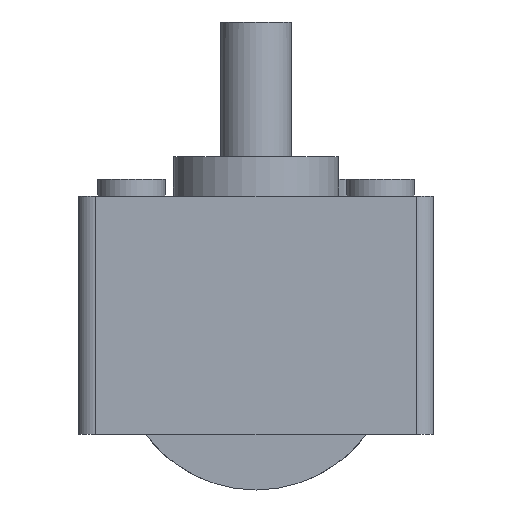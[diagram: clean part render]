
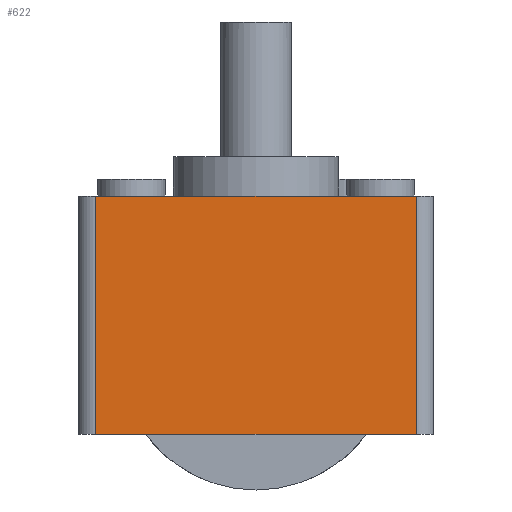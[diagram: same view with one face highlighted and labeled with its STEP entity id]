
A CAD part, left-side view. The second image highlights one B-rep face of the part: STEP entity #622.
In plain terms, the highlighted planar face has unit normal (-1, 0, 0).
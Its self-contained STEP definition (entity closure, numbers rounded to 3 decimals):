
#50=PLANE('',#714);
#88=FACE_OUTER_BOUND('',#137,.T.);
#137=EDGE_LOOP('',(#548,#549,#550,#551));
#144=LINE('',#922,#186);
#149=LINE('',#934,#191);
#160=LINE('',#976,#202);
#185=LINE('',#1089,#227);
#186=VECTOR('',#722,10.);
#191=VECTOR('',#733,10.);
#202=VECTOR('',#776,10.);
#227=VECTOR('',#913,10.);
#269=VERTEX_POINT('',#919);
#270=VERTEX_POINT('',#921);
#274=VERTEX_POINT('',#933);
#289=VERTEX_POINT('',#974);
#323=EDGE_CURVE('',#269,#270,#144,.T.);
#329=EDGE_CURVE('',#274,#270,#149,.T.);
#351=EDGE_CURVE('',#274,#289,#160,.T.);
#403=EDGE_CURVE('',#289,#269,#185,.T.);
#548=ORIENTED_EDGE('',*,*,#323,.F.);
#549=ORIENTED_EDGE('',*,*,#403,.F.);
#550=ORIENTED_EDGE('',*,*,#351,.F.);
#551=ORIENTED_EDGE('',*,*,#329,.T.);
#622=ADVANCED_FACE('',(#88),#50,.T.);
#714=AXIS2_PLACEMENT_3D('',#1088,#911,#912);
#722=DIRECTION('',(0.,0.,-1.));
#733=DIRECTION('',(0.,-1.,0.));
#776=DIRECTION('',(0.,0.,1.));
#911=DIRECTION('center_axis',(-1.,0.,0.));
#912=DIRECTION('ref_axis',(0.,-1.,0.));
#913=DIRECTION('',(0.,-1.,0.));
#919=CARTESIAN_POINT('',(0.,2.,26.8));
#921=CARTESIAN_POINT('',(0.,2.,0.));
#922=CARTESIAN_POINT('',(0.,2.,0.));
#933=CARTESIAN_POINT('',(0.,38.,0.));
#934=CARTESIAN_POINT('',(0.,40.,0.));
#974=CARTESIAN_POINT('',(0.,38.,26.8));
#976=CARTESIAN_POINT('',(0.,38.,0.));
#1088=CARTESIAN_POINT('Origin',(0.,40.,0.));
#1089=CARTESIAN_POINT('',(0.,40.,26.8));
